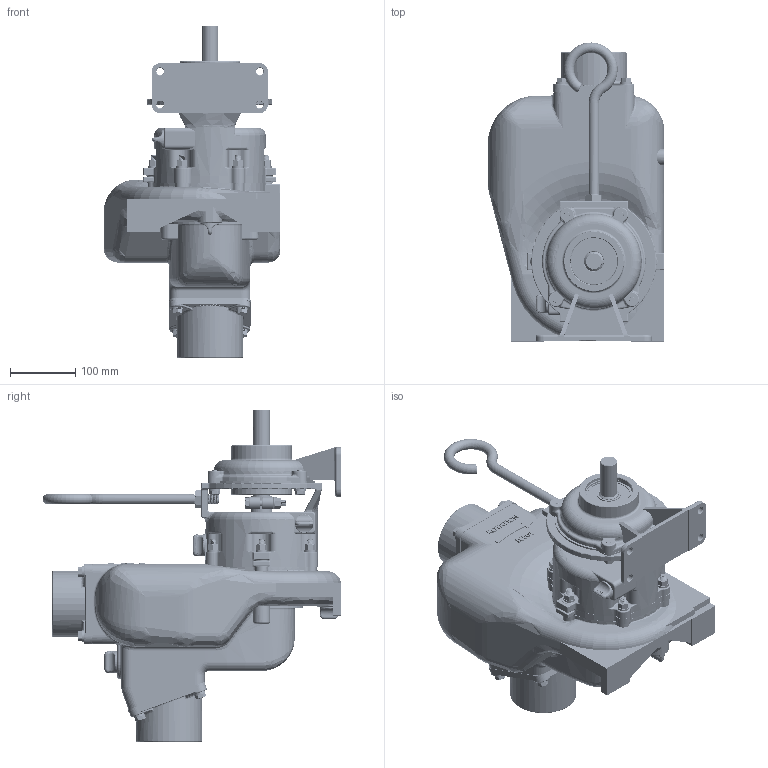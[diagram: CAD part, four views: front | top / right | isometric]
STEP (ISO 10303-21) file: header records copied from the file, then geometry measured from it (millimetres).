
FILE_DESCRIPTION((''),'2;1');
FILE_NAME('301PBSSW.stp','2013-03-18T15:02:14',('mclevenger'),(''),'Autodesk Inventor 2013','Autodesk Inventor 2013','');
FILE_SCHEMA(('AUTOMOTIVE_DESIGN { 1 0 10303 214 1 1 1 1 }'));
Length unit declared in the file: inch
Products named in the file (43): 301PBSSW; 18126SS; 18001SS; 18004SS; 18106SS; V20018; 18044; 18042; 18042X; 18014; 18015; 18016; V07019; V07018; 18010SS; 18008SS; 18012SS; 18218; 18200ASS; 18203A; 18202ASS; 18206; 15035; 18021; 12777; 13777; 13778; UV15163; 18034; 18033; V20019; 13778V; UV15163V; 18129; 18029A; 18029B; BF207; 17704; 18500; 18501 ...
Assembly tree (90 placements, depth 4):
  301PBSSW
    18126SS
      18001SS
      18004SS
      18106SS  x2
      V20018  x8
      18044
      18042
        18042X
        18014
        18015
        18016
        V07019
        V07018
      18010SS  x8
      18008SS
      18012SS
      18218  x6
    18200ASS
      18203A
      18202ASS
      18206
      15035
      18021
      12777
      13777
      13778
      UV15163
    18021
    18034
    18033
    V20018  x10
    V20019  x6
    12777
    13777
    13778V
    UV15163V
    18129
      18029A
      18029B
      V20019  x2
      V20018  x2
      BF207  x2
    17704  x4
    18500
      18501
      18504
      18502  x2
      18506  x2
Bounding box: 270.51 x 457.13 x 507.79 mm (x, y, z)
Volume: 6212326.5 mm3; surface area: 1659676.6 mm2
Topology: 87 solids, 88 shells, 7798 faces, 18664 edges, 11037 vertices
Faces by surface type: cylinder 2587, cone 1756, plane 1681, bspline 1303, torus 415, sphere 56
Full cylindrical faces by diameter (mm): 7.144 x3, 7.633 x204, 7.798 x20, 8.236 x30, 9.525 x28, 9.728 x1, 10.319 x34, 11.113 x16, 11.125 x4, 12.7 x3, 13.386 x1, 15.875 x1, 17.475 x1, 17.78 x2, 18.542 x12, 22.631 x1, 25.4 x2, 25.425 x1, 25.527 x2, 28.702 x2, 29.718 x2, 30 x2, 30.01 x2, 33.274 x2, 33.338 x1, 34.925 x4, 35.814 x5, 36.35 x4, 37.401 x2, 37.973 x2
Entity records: 190506 total; most frequent: CARTESIAN_POINT 91937, ORIENTED_EDGE 21248, DIRECTION 17683, EDGE_CURVE 10624, AXIS2_PLACEMENT_3D 6829, VERTEX_POINT 6700, EDGE_LOOP 5257, FACE_OUTER_BOUND 4529
